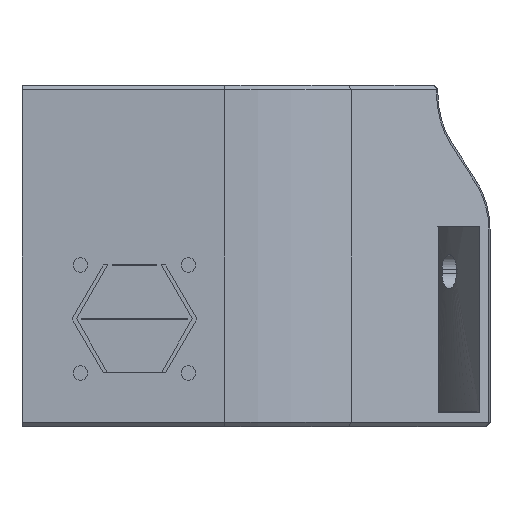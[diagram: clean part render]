
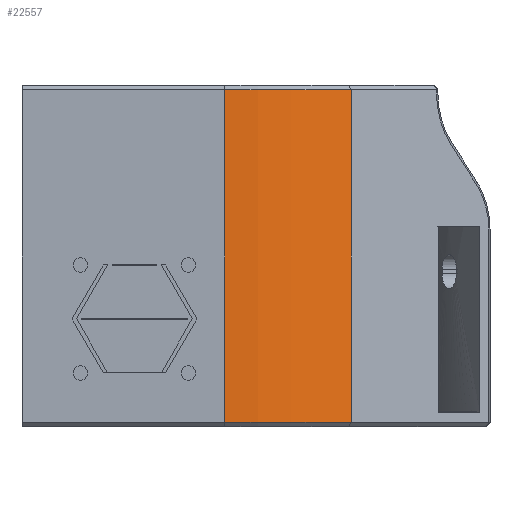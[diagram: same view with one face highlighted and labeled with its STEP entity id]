
A CAD part, left-side view. The second image highlights one B-rep face of the part: STEP entity #22557.
In plain terms, the highlighted cylindrical face has radius 50 mm (diameter 100 mm), a partial arc.
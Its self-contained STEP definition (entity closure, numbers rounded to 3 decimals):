
#10307 = VERTEX_POINT('',#10308);
#10308 = CARTESIAN_POINT('',(-106.671,171.953,-43.));
#10331 = VERTEX_POINT('',#10332);
#10332 = CARTESIAN_POINT('',(-97.989,143.797,-43.));
#10340 = EDGE_CURVE('',#10331,#10307,#10341,.T.);
#10341 = CIRCLE('',#10342,50.);
#10342 = AXIS2_PLACEMENT_3D('',#10343,#10344,#10345);
#10343 = CARTESIAN_POINT('',(-56.671,171.953,-43.));
#10344 = DIRECTION('',(0.,0.,-1.));
#10345 = DIRECTION('',(-0.826,-0.563,
    0.));
#14383 = EDGE_CURVE('',#10331,#14384,#14386,.T.);
#14384 = VERTEX_POINT('',#14385);
#14385 = CARTESIAN_POINT('',(-97.989,143.797,31.));
#14386 = LINE('',#14387,#14388);
#14387 = CARTESIAN_POINT('',(-97.989,143.797,30.));
#14388 = VECTOR('',#14389,1.);
#14389 = DIRECTION('',(0.,0.,1.));
#22393 = EDGE_CURVE('',#22394,#10307,#22396,.T.);
#22394 = VERTEX_POINT('',#22395);
#22395 = CARTESIAN_POINT('',(-106.671,171.953,31.));
#22396 = LINE('',#22397,#22398);
#22397 = CARTESIAN_POINT('',(-106.671,171.953,30.));
#22398 = VECTOR('',#22399,1.);
#22399 = DIRECTION('',(0.,0.,-1.));
#22557 = ADVANCED_FACE('',(#22558),#22570,.T.);
#22558 = FACE_BOUND('',#22559,.F.);
#22559 = EDGE_LOOP('',(#22560,#22561,#22568,#22569));
#22560 = ORIENTED_EDGE('',*,*,#22393,.F.);
#22561 = ORIENTED_EDGE('',*,*,#22562,.F.);
#22562 = EDGE_CURVE('',#14384,#22394,#22563,.T.);
#22563 = CIRCLE('',#22564,50.);
#22564 = AXIS2_PLACEMENT_3D('',#22565,#22566,#22567);
#22565 = CARTESIAN_POINT('',(-56.671,171.953,31.));
#22566 = DIRECTION('',(-0.,0.,-1.));
#22567 = DIRECTION('',(-0.826,-0.563,0.));
#22568 = ORIENTED_EDGE('',*,*,#14383,.F.);
#22569 = ORIENTED_EDGE('',*,*,#10340,.T.);
#22570 = CYLINDRICAL_SURFACE('',#22571,50.);
#22571 = AXIS2_PLACEMENT_3D('',#22572,#22573,#22574);
#22572 = CARTESIAN_POINT('',(-56.671,171.953,30.));
#22573 = DIRECTION('',(0.,0.,-1.));
#22574 = DIRECTION('',(1.,0.,0.));
